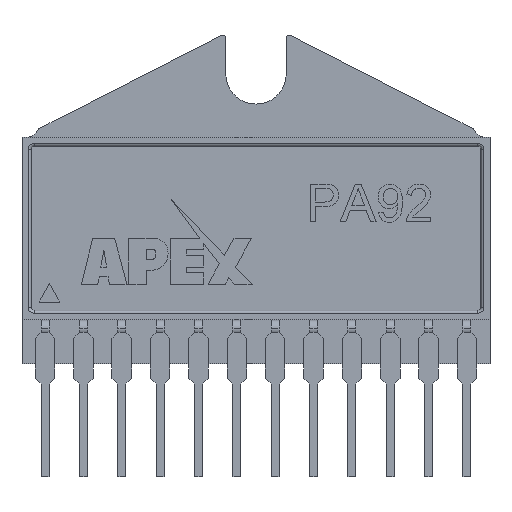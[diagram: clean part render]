
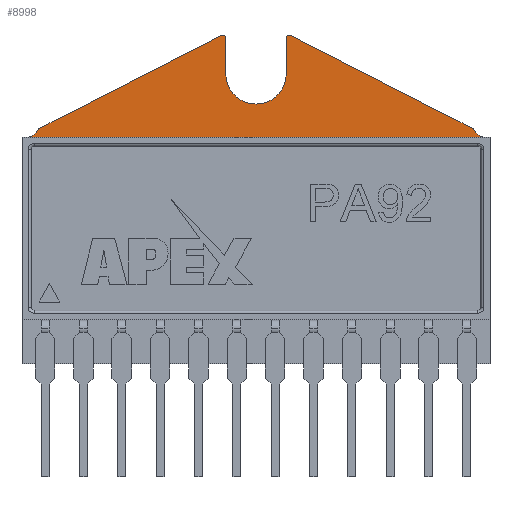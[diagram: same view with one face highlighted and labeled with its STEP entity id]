
A CAD part, top view. The second image highlights one B-rep face of the part: STEP entity #8998.
In plain terms, the highlighted planar face has unit normal (0, 0, 1).
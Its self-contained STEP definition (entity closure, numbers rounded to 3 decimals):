
#340 = ORIENTED_EDGE ( 'NONE', *, *, #17461, .F. ) ;
#615 = CARTESIAN_POINT ( 'NONE',  ( 0.209, 0.978, 0. ) ) ;
#1228 = CARTESIAN_POINT ( 'NONE',  ( 13.5, 6.573, 0. ) ) ;
#1688 = AXIS2_PLACEMENT_3D ( 'NONE', #18483, #27023, #7125 ) ;
#1716 = DIRECTION ( 'NONE',  ( 0., -1., 0. ) ) ;
#1770 = VECTOR ( 'NONE', #1716, 1000. ) ;
#1908 = AXIS2_PLACEMENT_3D ( 'NONE', #5499, #18275, #22949 ) ;
#2648 = CARTESIAN_POINT ( 'NONE',  ( 13.209, 6.751, 0. ) ) ;
#3162 = CARTESIAN_POINT ( 'NONE',  ( 17.5, 6.573, 0. ) ) ;
#3195 = CIRCLE ( 'NONE', #6840, 1. ) ;
#3294 = ORIENTED_EDGE ( 'NONE', *, *, #5136, .F. ) ;
#4613 = CARTESIAN_POINT ( 'NONE',  ( 17.7, 6.573, 0. ) ) ;
#4872 = CIRCLE ( 'NONE', #7641, 0.2 ) ;
#5136 = EDGE_CURVE ( 'NONE', #12696, #13856, #22670, .T. ) ;
#5276 = DIRECTION ( 'NONE',  ( -1., 0., 0. ) ) ;
#5365 = AXIS2_PLACEMENT_3D ( 'NONE', #615, #18058, #9172 ) ;
#5499 = CARTESIAN_POINT ( 'NONE',  ( 30.791, 0.978, 0. ) ) ;
#5775 = VERTEX_POINT ( 'NONE', #19075 ) ;
#6119 = LINE ( 'NONE', #21268, #1770 ) ;
#6734 = CIRCLE ( 'NONE', #5365, 1. ) ;
#6783 = ORIENTED_EDGE ( 'NONE', *, *, #12677, .F. ) ;
#6840 = AXIS2_PLACEMENT_3D ( 'NONE', #6892, #15633, #24344 ) ;
#6848 = VECTOR ( 'NONE', #11898, 1000. ) ;
#6892 = CARTESIAN_POINT ( 'NONE',  ( 30.791, 0.978, 0. ) ) ;
#6893 = ORIENTED_EDGE ( 'NONE', *, *, #17390, .F. ) ;
#7040 = ORIENTED_EDGE ( 'NONE', *, *, #23322, .F. ) ;
#7125 = DIRECTION ( 'NONE',  ( -1., 0., 0. ) ) ;
#7641 = AXIS2_PLACEMENT_3D ( 'NONE', #4613, #13360, #22098 ) ;
#8240 = CIRCLE ( 'NONE', #9108, 2. ) ;
#8696 = CARTESIAN_POINT ( 'NONE',  ( 1.124, 0.575, 0. ) ) ;
#8801 = LINE ( 'NONE', #2648, #17874 ) ;
#8998 = ADVANCED_FACE ( 'NONE', ( #16539 ), #18563, .F. ) ;
#9108 = AXIS2_PLACEMENT_3D ( 'NONE', #25442, #12024, #27301 ) ;
#9172 = DIRECTION ( 'NONE',  ( 1., 0., 0. ) ) ;
#9761 = CARTESIAN_POINT ( 'NONE',  ( 17.791, 6.751, 0. ) ) ;
#9880 = VERTEX_POINT ( 'NONE', #18278 ) ;
#10293 = CARTESIAN_POINT ( 'NONE',  ( 30.582, 0., 0. ) ) ;
#10701 = VERTEX_POINT ( 'NONE', #14527 ) ;
#11623 = DIRECTION ( 'NONE',  ( 0.89, -0.455, 0. ) ) ;
#11750 = LINE ( 'NONE', #3162, #6848 ) ;
#11898 = DIRECTION ( 'NONE',  ( 0., 1., 0. ) ) ;
#12024 = DIRECTION ( 'NONE',  ( 0., 0., 1. ) ) ;
#12135 = VECTOR ( 'NONE', #5276, 1000. ) ;
#12639 = ORIENTED_EDGE ( 'NONE', *, *, #16391, .F. ) ;
#12677 = EDGE_CURVE ( 'NONE', #20935, #27404, #14021, .T. ) ;
#12696 = VERTEX_POINT ( 'NONE', #18907 ) ;
#13360 = DIRECTION ( 'NONE',  ( 0., 0., -1. ) ) ;
#13856 = VERTEX_POINT ( 'NONE', #1228 ) ;
#14021 = LINE ( 'NONE', #22872, #12135 ) ;
#14051 = CARTESIAN_POINT ( 'NONE',  ( 17.5, 4.2, 0. ) ) ;
#14527 = CARTESIAN_POINT ( 'NONE',  ( 13.5, 4.2, 0. ) ) ;
#14578 = CARTESIAN_POINT ( 'NONE',  ( 0.418, 0., 0. ) ) ;
#14923 = VERTEX_POINT ( 'NONE', #8696 ) ;
#15147 = EDGE_CURVE ( 'NONE', #14923, #12696, #8801, .T. ) ;
#15633 = DIRECTION ( 'NONE',  ( 0., 0., 1. ) ) ;
#16391 = EDGE_CURVE ( 'NONE', #13856, #10701, #6119, .T. ) ;
#16539 = FACE_OUTER_BOUND ( 'NONE', #22597, .T. ) ;
#17390 = EDGE_CURVE ( 'NONE', #24519, #20935, #3195, .T. ) ;
#17461 = EDGE_CURVE ( 'NONE', #9880, #24519, #26639, .T. ) ;
#17516 = ORIENTED_EDGE ( 'NONE', *, *, #15147, .F. ) ;
#17789 = EDGE_CURVE ( 'NONE', #10701, #24759, #8240, .T. ) ;
#17851 = CARTESIAN_POINT ( 'NONE',  ( 29.876, 0.575, 0. ) ) ;
#17874 = VECTOR ( 'NONE', #19830, 1000. ) ;
#18058 = DIRECTION ( 'NONE',  ( 0., 0., 1. ) ) ;
#18275 = DIRECTION ( 'NONE',  ( 0., 0., -1. ) ) ;
#18278 = CARTESIAN_POINT ( 'NONE',  ( 17.791, 6.751, 0. ) ) ;
#18483 = CARTESIAN_POINT ( 'NONE',  ( 13.3, 6.573, 0. ) ) ;
#18563 = PLANE ( 'NONE',  #1908 ) ;
#18907 = CARTESIAN_POINT ( 'NONE',  ( 13.209, 6.751, 0. ) ) ;
#19075 = CARTESIAN_POINT ( 'NONE',  ( 17.5, 6.573, 0. ) ) ;
#19830 = DIRECTION ( 'NONE',  ( 0.89, 0.455, 0. ) ) ;
#20935 = VERTEX_POINT ( 'NONE', #10293 ) ;
#20994 = VECTOR ( 'NONE', #11623, 1000. ) ;
#21268 = CARTESIAN_POINT ( 'NONE',  ( 13.5, 4.2, 0. ) ) ;
#21742 = ORIENTED_EDGE ( 'NONE', *, *, #17789, .F. ) ;
#21951 = ORIENTED_EDGE ( 'NONE', *, *, #27321, .F. ) ;
#22026 = EDGE_CURVE ( 'NONE', #24759, #5775, #11750, .T. ) ;
#22098 = DIRECTION ( 'NONE',  ( -1., 0., 0. ) ) ;
#22597 = EDGE_LOOP ( 'NONE', ( #6783, #6893, #340, #7040, #28049, #21742, #12639, #3294, #17516, #21951 ) ) ;
#22670 = CIRCLE ( 'NONE', #1688, 0.2 ) ;
#22872 = CARTESIAN_POINT ( 'NONE',  ( 31., 0., 0. ) ) ;
#22949 = DIRECTION ( 'NONE',  ( -1., 0., 0. ) ) ;
#23322 = EDGE_CURVE ( 'NONE', #5775, #9880, #4872, .T. ) ;
#24344 = DIRECTION ( 'NONE',  ( -1., 0., 0. ) ) ;
#24519 = VERTEX_POINT ( 'NONE', #17851 ) ;
#24759 = VERTEX_POINT ( 'NONE', #14051 ) ;
#25442 = CARTESIAN_POINT ( 'NONE',  ( 15.5, 4.2, 0. ) ) ;
#26639 = LINE ( 'NONE', #9761, #20994 ) ;
#27023 = DIRECTION ( 'NONE',  ( 0., 0., -1. ) ) ;
#27301 = DIRECTION ( 'NONE',  ( -1., 0., 0. ) ) ;
#27321 = EDGE_CURVE ( 'NONE', #27404, #14923, #6734, .T. ) ;
#27404 = VERTEX_POINT ( 'NONE', #14578 ) ;
#28049 = ORIENTED_EDGE ( 'NONE', *, *, #22026, .F. ) ;
